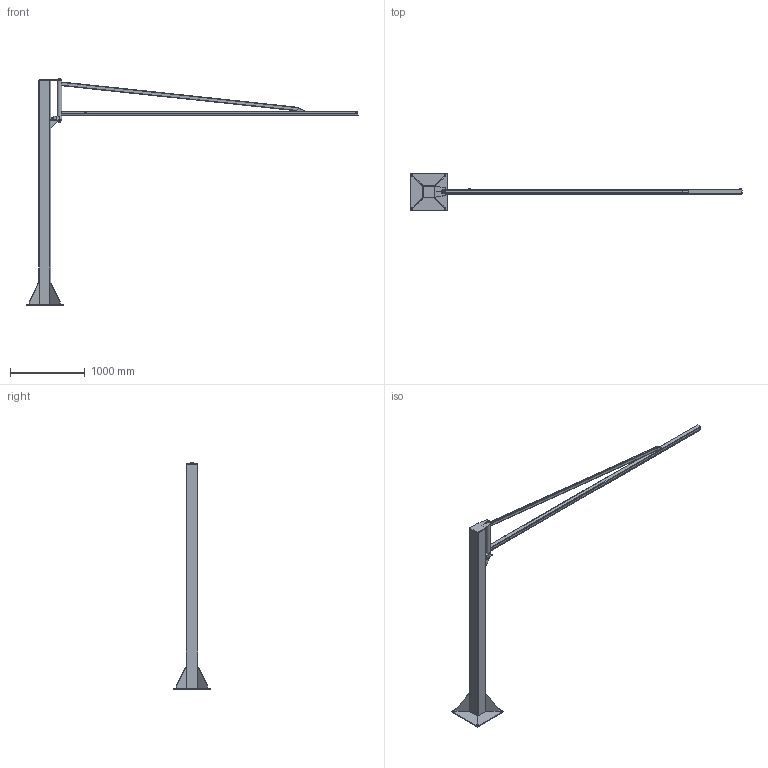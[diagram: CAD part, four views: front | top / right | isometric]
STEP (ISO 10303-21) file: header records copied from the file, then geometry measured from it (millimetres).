
FILE_DESCRIPTION(('STEP AP214'),'1');
FILE_NAME('PMH Pelarsvängkran Frej 100-4.stp','2013-08-14T13:58:39',(' '),(' '),'Spatial InterOp 3D',' ',' ');
FILE_SCHEMA(('automotive_design'));
Length unit declared in the file: millimetre
Products named in the file (48): Pelare 2; Pelarefot Pelare I; Kil; KKR 160x160, T=6, L=3200; Undre fästöra; Övre fästöra; Förstärkningsplåt 2; Axel I; Axelkant  I; Distansbricka I; Hylsa I; Bultf_rband M6x35, M6 L_smutter; M6S M6x35; DIN_985 M6; Pelare II; Broms Pelare 2; Part62; Bolt Assembly; Tryckfjäder Ø14/10,5, L=24; M6M M10; Gängstång M10x80; PMH Pelarsv_ngkran Frej 100_4; F0100-4; Profil 5; _ndstopp Profil 5; Hydraulrör, L=55; Polyfjäder 32s/12; Bultf_rband M10x80; M6S M10x80; DIN_985 M10; Bultf_rband M10; Kil III; Kil sida III; Kil Ovansida III; Lagerrör; KKR
Assembly tree (49 placements, depth 6):
  PMH Pelarsv_ngkran Frej 100_4
    Pelare II
      Pelare 2
        Pelarefot Pelare I
        Kil
        Kil  x3
        KKR 160x160, T=6, L=3200
        Undre fästöra
        Övre fästöra
        Förstärkningsplåt 2
        Förstärkningsplåt 2
        Axel I
          Axelkant  I
          Axel I
          Distansbricka I
          Hylsa I
          Bultf_rband M6x35, M6 L_smutter
            M6S M6x35
            DIN_985 M6
      Broms Pelare 2
        Part62
        Bolt Assembly
          Tryckfjäder Ø14/10,5, L=24
          M6M M10
          M6M M10
          Gängstång M10x80
        Bolt Assembly
          Tryckfjäder Ø14/10,5, L=24
          M6M M10
          M6M M10
          Gängstång M10x80
    F0100-4
      Profil 5
      _ndstopp Profil 5
        Hydraulrör, L=55
        Polyfjäder 32s/12
        Bultf_rband M10x80
          M6S M10x80
          DIN_985 M10
      Bultf_rband M10
        M6S M10x80
        DIN_985 M10
      Kil III
        Kil sida III
        Kil sida III
        Kil Ovansida III
      Lagerrör
      KKR
Bounding box: 4450 x 500 x 3030 mm (x, y, z)
Volume: 86603293.5 mm3; surface area: 5670510.8 mm2
Topology: 37 solids, 37 shells, 426 faces, 938 edges, 589 vertices
Faces by surface type: plane 228, cone 115, cylinder 77, bspline 6
Full cylindrical faces by diameter (mm): 4.2 x1, 5.46 x1, 6 x2, 6.75 x2, 7 x3, 9.1 x2, 10 x11, 11 x5, 12 x1, 15 x1, 17 x2, 20 x8, 21 x2, 26 x2, 27 x1, 32 x1, 51.3 x1, 60.3 x1
Entity records: 18875 total; most frequent: CARTESIAN_POINT 6208, DIRECTION 1776, ORIENTED_EDGE 1632, EDGE_CURVE 816, AXIS2_PLACEMENT_3D 722, VERTEX_POINT 548, EDGE_LOOP 544, FACE_OUTER_BOUND 465
